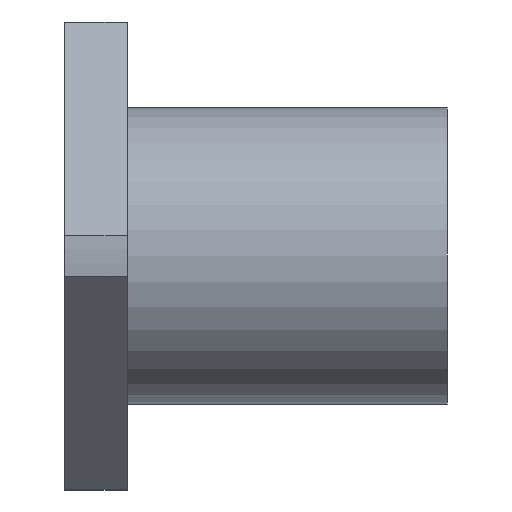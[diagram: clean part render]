
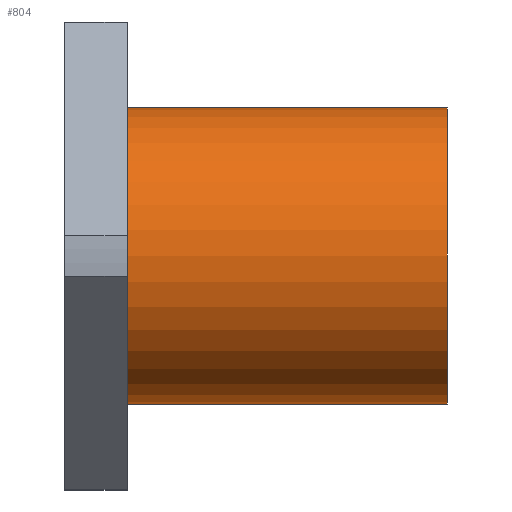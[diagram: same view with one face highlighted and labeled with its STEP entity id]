
A CAD part, front view. The second image highlights one B-rep face of the part: STEP entity #804.
In plain terms, the highlighted cylindrical face has radius 31 mm (diameter 62 mm), a partial arc.
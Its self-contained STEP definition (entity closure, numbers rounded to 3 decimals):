
#2 = CARTESIAN_POINT ( 'NONE',  ( 0., 0., 31. ) ) ;
#78 = ORIENTED_EDGE ( 'NONE', *, *, #1076, .F. ) ;
#79 = ORIENTED_EDGE ( 'NONE', *, *, #1094, .T. ) ;
#80 = ORIENTED_EDGE ( 'NONE', *, *, #1056, .T. ) ;
#81 = ORIENTED_EDGE ( 'NONE', *, *, #1112, .F. ) ;
#280 = FACE_OUTER_BOUND ( 'NONE', #390, .T. ) ;
#281 = CYLINDRICAL_SURFACE ( 'NONE', #1170, 31. ) ;
#390 = EDGE_LOOP ( 'NONE', ( #78, #79, #80, #81 ) ) ;
#456 = VERTEX_POINT ( 'NONE', #556 ) ;
#457 = VERTEX_POINT ( 'NONE', #557 ) ;
#458 = VERTEX_POINT ( 'NONE', #558 ) ;
#459 = VERTEX_POINT ( 'NONE', #559 ) ;
#556 = CARTESIAN_POINT ( 'NONE',  ( 80., 0., 31. ) ) ;
#557 = CARTESIAN_POINT ( 'NONE',  ( 80., 0., -31. ) ) ;
#558 = CARTESIAN_POINT ( 'NONE',  ( 13., 0., -31. ) ) ;
#559 = CARTESIAN_POINT ( 'NONE',  ( 13., 0., 31. ) ) ;
#632 = DIRECTION ( 'NONE',  ( 0., 0., 1. ) ) ;
#638 = DIRECTION ( 'NONE',  ( -1., 0., 0. ) ) ;
#644 = CARTESIAN_POINT ( 'NONE',  ( 0., 0., 0. ) ) ;
#804 = ADVANCED_FACE ( 'NONE', ( #280 ), #281, .T. ) ;
#848 = VECTOR ( 'NONE', #1301, 1000. ) ;
#857 = LINE ( 'NONE', #2, #848 ) ;
#870 = VECTOR ( 'NONE', #1349, 1000. ) ;
#887 = LINE ( 'NONE', #1330, #870 ) ;
#914 = CIRCLE ( 'NONE', #1223, 31. ) ;
#936 = CIRCLE ( 'NONE', #1242, 31. ) ;
#1056 = EDGE_CURVE ( 'NONE', #456, #459, #857, .T. ) ;
#1076 = EDGE_CURVE ( 'NONE', #457, #458, #887, .T. ) ;
#1094 = EDGE_CURVE ( 'NONE', #457, #456, #914, .T. ) ;
#1112 = EDGE_CURVE ( 'NONE', #458, #459, #936, .T. ) ;
#1170 = AXIS2_PLACEMENT_3D ( 'NONE', #644, #638, #632 ) ;
#1223 = AXIS2_PLACEMENT_3D ( 'NONE', #1391, #1394, #1395 ) ;
#1242 = AXIS2_PLACEMENT_3D ( 'NONE', #1432, #1447, #1448 ) ;
#1301 = DIRECTION ( 'NONE',  ( -1., 0., 0. ) ) ;
#1330 = CARTESIAN_POINT ( 'NONE',  ( 0., 0., -31. ) ) ;
#1349 = DIRECTION ( 'NONE',  ( -1., 0., 0. ) ) ;
#1391 = CARTESIAN_POINT ( 'NONE',  ( 80., 0., 0. ) ) ;
#1394 = DIRECTION ( 'NONE',  ( -1., 0., 0. ) ) ;
#1395 = DIRECTION ( 'NONE',  ( 0., 0., 1. ) ) ;
#1432 = CARTESIAN_POINT ( 'NONE',  ( 13., 0., 0. ) ) ;
#1447 = DIRECTION ( 'NONE',  ( -1., 0., 0. ) ) ;
#1448 = DIRECTION ( 'NONE',  ( 0., 0., 1. ) ) ;
